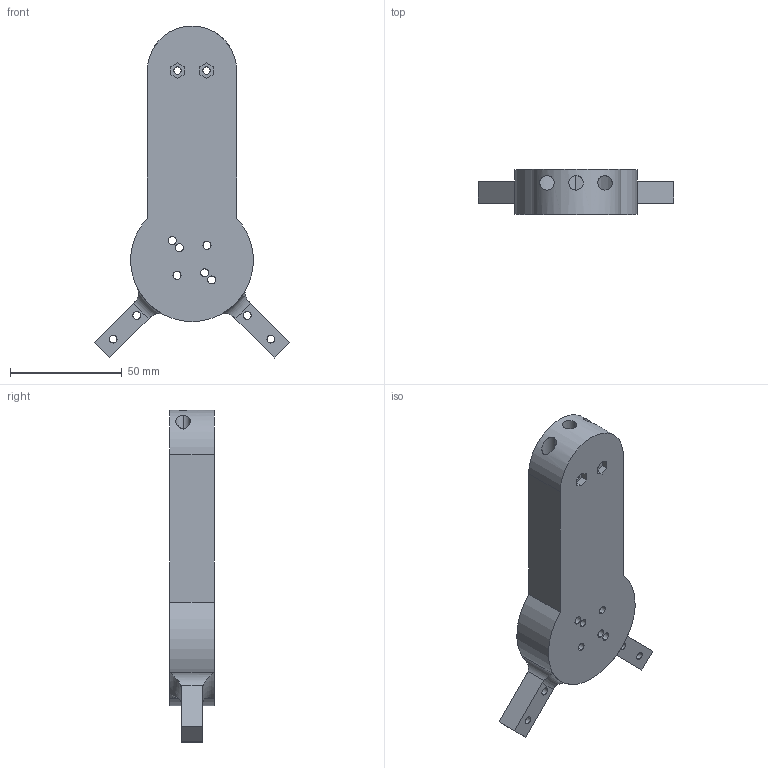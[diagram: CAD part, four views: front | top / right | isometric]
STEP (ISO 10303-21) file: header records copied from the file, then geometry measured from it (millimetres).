
FILE_DESCRIPTION (( 'STEP AP203' ), '1' );
FILE_NAME ('arm2_Default_sldprt.STEP', '2021-01-20T23:26:17', ( '' ), ( '' ), 'SwSTEP 2.0', 'SolidWorks 2020', '' );
FILE_SCHEMA (( 'CONFIG_CONTROL_DESIGN' ));
Length unit declared in the file: millimetre
Products named in the file (1): arm2_Default_sldprt
Bounding box: 87.62 x 20 x 148.81 mm (x, y, z)
Volume: 87342.1 mm3; surface area: 27297.8 mm2
Topology: 1 solids, 1 shells, 81 faces, 225 edges, 150 vertices
Faces by surface type: cylinder 41, plane 36, torus 4
Entity records: 3118 total; most frequent: CARTESIAN_POINT 873, ORIENTED_EDGE 450, DIRECTION 441, EDGE_CURVE 225, AXIS2_PLACEMENT_3D 160, VERTEX_POINT 150, VECTOR 121, LINE 121
